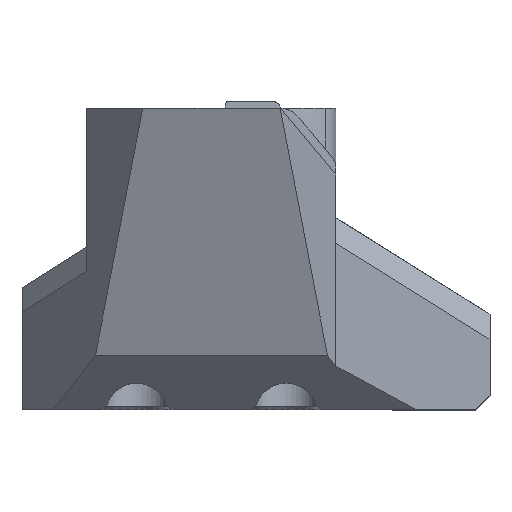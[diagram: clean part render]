
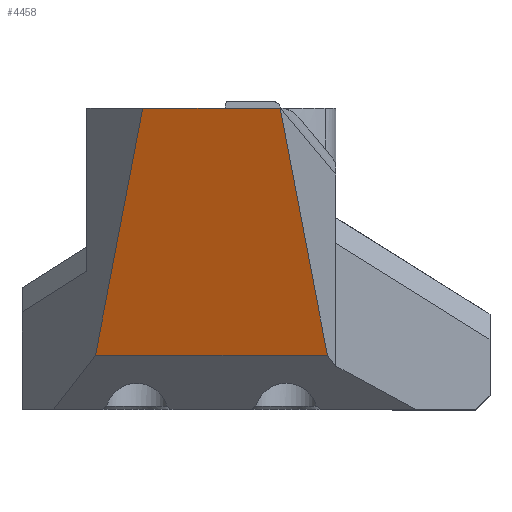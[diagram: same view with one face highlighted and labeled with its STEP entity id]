
A CAD part, top view. The second image highlights one B-rep face of the part: STEP entity #4458.
In plain terms, the highlighted planar face has unit normal (0, -0.335, 0.942).
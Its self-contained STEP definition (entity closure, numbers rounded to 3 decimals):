
#913 = PLANE('',#914);
#914 = AXIS2_PLACEMENT_3D('',#915,#916,#917);
#915 = CARTESIAN_POINT('',(19.033,-6.1,46.425));
#916 = DIRECTION('',(0.,-1.,0.));
#917 = DIRECTION('',(0.,0.,-1.));
#1478 = PLANE('',#1479);
#1479 = AXIS2_PLACEMENT_3D('',#1480,#1481,#1482);
#1480 = CARTESIAN_POINT('',(21.375,-40.136,76.468));
#1481 = DIRECTION('',(0.736,0.097,-0.67)
  );
#1482 = DIRECTION('',(-0.676,0.106,-0.729));
#2373 = VERTEX_POINT('',#2374);
#2374 = CARTESIAN_POINT('',(21.375,-6.1,81.4));
#2471 = VERTEX_POINT('',#2472);
#2472 = CARTESIAN_POINT('',(17.015,-28.9,73.3));
#2486 = PLANE('',#2487);
#2487 = AXIS2_PLACEMENT_3D('',#2488,#2489,#2490);
#2488 = CARTESIAN_POINT('',(53.453,-28.9,73.3));
#2489 = DIRECTION('',(0.,0.707,-0.707));
#2490 = DIRECTION('',(0.,-0.707,-0.707));
#2498 = EDGE_CURVE('',#2373,#2471,#2499,.T.);
#2499 = SURFACE_CURVE('',#2500,(#2504,#2511),.PCURVE_S1.);
#2500 = LINE('',#2501,#2502);
#2501 = CARTESIAN_POINT('',(18.937,-18.851,
    76.87));
#2502 = VECTOR('',#2503,1.);
#2503 = DIRECTION('',(-0.177,-0.927,-0.329));
#2504 = PCURVE('',#1478,#2505);
#2505 = DEFINITIONAL_REPRESENTATION('',(#2506),#2510);
#2506 = LINE('',#2507,#2508);
#2507 = CARTESIAN_POINT('',(3.605,21.123));
#2508 = VECTOR('',#2509,1.);
#2509 = DIRECTION('',(0.262,-0.965));
#2510 = ( GEOMETRIC_REPRESENTATION_CONTEXT(2) 
PARAMETRIC_REPRESENTATION_CONTEXT() REPRESENTATION_CONTEXT('2D SPACE',''
  ) );
#2511 = PCURVE('',#2512,#2517);
#2512 = PLANE('',#2513);
#2513 = AXIS2_PLACEMENT_3D('',#2514,#2515,#2516);
#2514 = CARTESIAN_POINT('',(53.453,-6.1,81.4));
#2515 = DIRECTION('',(0.,0.335,-0.942));
#2516 = DIRECTION('',(0.,-0.942,-0.335));
#2517 = DEFINITIONAL_REPRESENTATION('',(#2518),#2522);
#2518 = LINE('',#2519,#2520);
#2519 = CARTESIAN_POINT('',(13.532,34.517));
#2520 = VECTOR('',#2521,1.);
#2521 = DIRECTION('',(0.984,0.177));
#2522 = ( GEOMETRIC_REPRESENTATION_CONTEXT(2) 
PARAMETRIC_REPRESENTATION_CONTEXT() REPRESENTATION_CONTEXT('2D SPACE',''
  ) );
#2530 = VERTEX_POINT('',#2531);
#2531 = CARTESIAN_POINT('',(38.435,-28.9,73.3));
#2545 = PLANE('',#2546);
#2546 = AXIS2_PLACEMENT_3D('',#2547,#2548,#2549);
#2547 = CARTESIAN_POINT('',(39.225,-39.332,70.92));
#2548 = DIRECTION('',(-0.736,0.097,-0.67
    ));
#2549 = DIRECTION('',(-0.676,-0.106,0.729));
#2557 = EDGE_CURVE('',#2530,#2471,#2558,.T.);
#2558 = SURFACE_CURVE('',#2559,(#2563,#2570),.PCURVE_S1.);
#2559 = LINE('',#2560,#2561);
#2560 = CARTESIAN_POINT('',(53.453,-28.9,73.3));
#2561 = VECTOR('',#2562,1.);
#2562 = DIRECTION('',(-1.,-0.,0.));
#2563 = PCURVE('',#2486,#2564);
#2564 = DEFINITIONAL_REPRESENTATION('',(#2565),#2569);
#2565 = LINE('',#2566,#2567);
#2566 = CARTESIAN_POINT('',(0.,0.));
#2567 = VECTOR('',#2568,1.);
#2568 = DIRECTION('',(0.,1.));
#2569 = ( GEOMETRIC_REPRESENTATION_CONTEXT(2) 
PARAMETRIC_REPRESENTATION_CONTEXT() REPRESENTATION_CONTEXT('2D SPACE',''
  ) );
#2570 = PCURVE('',#2512,#2571);
#2571 = DEFINITIONAL_REPRESENTATION('',(#2572),#2576);
#2572 = LINE('',#2573,#2574);
#2573 = CARTESIAN_POINT('',(24.196,0.));
#2574 = VECTOR('',#2575,1.);
#2575 = DIRECTION('',(0.,1.));
#2576 = ( GEOMETRIC_REPRESENTATION_CONTEXT(2) 
PARAMETRIC_REPRESENTATION_CONTEXT() REPRESENTATION_CONTEXT('2D SPACE',''
  ) );
#3639 = EDGE_CURVE('',#2373,#3640,#3642,.T.);
#3640 = VERTEX_POINT('',#3641);
#3641 = CARTESIAN_POINT('',(28.989,-6.1,81.4));
#3642 = SURFACE_CURVE('',#3643,(#3647,#3654),.PCURVE_S1.);
#3643 = LINE('',#3644,#3645);
#3644 = CARTESIAN_POINT('',(46.339,-6.1,81.4));
#3645 = VECTOR('',#3646,1.);
#3646 = DIRECTION('',(1.,0.,0.));
#3647 = PCURVE('',#913,#3648);
#3648 = DEFINITIONAL_REPRESENTATION('',(#3649),#3653);
#3649 = LINE('',#3650,#3651);
#3650 = CARTESIAN_POINT('',(-34.975,27.306));
#3651 = VECTOR('',#3652,1.);
#3652 = DIRECTION('',(0.,1.));
#3653 = ( GEOMETRIC_REPRESENTATION_CONTEXT(2) 
PARAMETRIC_REPRESENTATION_CONTEXT() REPRESENTATION_CONTEXT('2D SPACE',''
  ) );
#3654 = PCURVE('',#2512,#3655);
#3655 = DEFINITIONAL_REPRESENTATION('',(#3656),#3660);
#3656 = LINE('',#3657,#3658);
#3657 = CARTESIAN_POINT('',(0.,7.114));
#3658 = VECTOR('',#3659,1.);
#3659 = DIRECTION('',(0.,-1.));
#3660 = ( GEOMETRIC_REPRESENTATION_CONTEXT(2) 
PARAMETRIC_REPRESENTATION_CONTEXT() REPRESENTATION_CONTEXT('2D SPACE',''
  ) );
#4458 = ADVANCED_FACE('',(#4459),#2512,.F.);
#4459 = FACE_BOUND('',#4460,.T.);
#4460 = EDGE_LOOP('',(#4461,#4484,#4510,#4511,#4512));
#4461 = ORIENTED_EDGE('',*,*,#4462,.T.);
#4462 = EDGE_CURVE('',#2530,#4463,#4465,.T.);
#4463 = VERTEX_POINT('',#4464);
#4464 = CARTESIAN_POINT('',(34.075,-6.1,81.4));
#4465 = SURFACE_CURVE('',#4466,(#4470,#4477),.PCURVE_S1.);
#4466 = LINE('',#4467,#4468);
#4467 = CARTESIAN_POINT('',(37.5,-24.008,75.038)
  );
#4468 = VECTOR('',#4469,1.);
#4469 = DIRECTION('',(-0.177,0.927,0.329));
#4470 = PCURVE('',#2512,#4471);
#4471 = DEFINITIONAL_REPRESENTATION('',(#4472),#4476);
#4472 = LINE('',#4473,#4474);
#4473 = CARTESIAN_POINT('',(19.004,15.954));
#4474 = VECTOR('',#4475,1.);
#4475 = DIRECTION('',(-0.984,0.177));
#4476 = ( GEOMETRIC_REPRESENTATION_CONTEXT(2) 
PARAMETRIC_REPRESENTATION_CONTEXT() REPRESENTATION_CONTEXT('2D SPACE',''
  ) );
#4477 = PCURVE('',#2545,#4478);
#4478 = DEFINITIONAL_REPRESENTATION('',(#4479),#4483);
#4479 = LINE('',#4480,#4481);
#4480 = CARTESIAN_POINT('',(2.55,15.756));
#4481 = VECTOR('',#4482,1.);
#4482 = DIRECTION('',(0.262,0.965));
#4483 = ( GEOMETRIC_REPRESENTATION_CONTEXT(2) 
PARAMETRIC_REPRESENTATION_CONTEXT() REPRESENTATION_CONTEXT('2D SPACE',''
  ) );
#4484 = ORIENTED_EDGE('',*,*,#4485,.F.);
#4485 = EDGE_CURVE('',#3640,#4463,#4486,.T.);
#4486 = SURFACE_CURVE('',#4487,(#4491,#4498),.PCURVE_S1.);
#4487 = LINE('',#4488,#4489);
#4488 = CARTESIAN_POINT('',(46.339,-6.1,81.4));
#4489 = VECTOR('',#4490,1.);
#4490 = DIRECTION('',(1.,0.,0.));
#4491 = PCURVE('',#2512,#4492);
#4492 = DEFINITIONAL_REPRESENTATION('',(#4493),#4497);
#4493 = LINE('',#4494,#4495);
#4494 = CARTESIAN_POINT('',(0.,7.114));
#4495 = VECTOR('',#4496,1.);
#4496 = DIRECTION('',(0.,-1.));
#4497 = ( GEOMETRIC_REPRESENTATION_CONTEXT(2) 
PARAMETRIC_REPRESENTATION_CONTEXT() REPRESENTATION_CONTEXT('2D SPACE',''
  ) );
#4498 = PCURVE('',#4499,#4504);
#4499 = PLANE('',#4500);
#4500 = AXIS2_PLACEMENT_3D('',#4501,#4502,#4503);
#4501 = CARTESIAN_POINT('',(28.989,-6.1,81.4));
#4502 = DIRECTION('',(0.,0.,1.));
#4503 = DIRECTION('',(1.,0.,0.));
#4504 = DEFINITIONAL_REPRESENTATION('',(#4505),#4509);
#4505 = LINE('',#4506,#4507);
#4506 = CARTESIAN_POINT('',(17.35,0.));
#4507 = VECTOR('',#4508,1.);
#4508 = DIRECTION('',(1.,0.));
#4509 = ( GEOMETRIC_REPRESENTATION_CONTEXT(2) 
PARAMETRIC_REPRESENTATION_CONTEXT() REPRESENTATION_CONTEXT('2D SPACE',''
  ) );
#4510 = ORIENTED_EDGE('',*,*,#3639,.F.);
#4511 = ORIENTED_EDGE('',*,*,#2498,.T.);
#4512 = ORIENTED_EDGE('',*,*,#2557,.F.);
